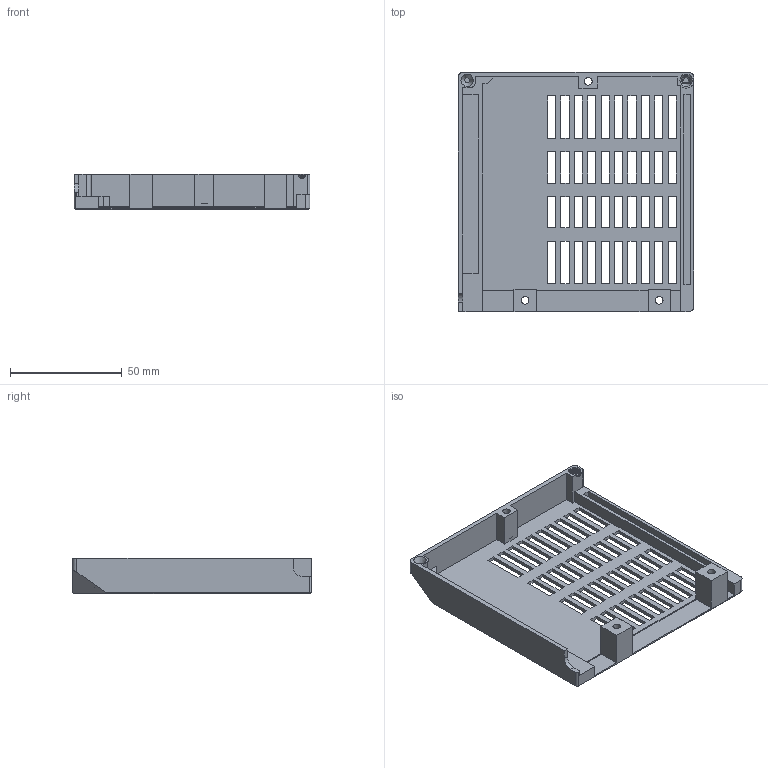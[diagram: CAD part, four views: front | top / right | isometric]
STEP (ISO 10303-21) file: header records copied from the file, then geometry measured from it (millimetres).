
FILE_DESCRIPTION(/* description */ (''),/* implementation_level */ '2;1');
FILE_NAME(/* name */ 'mcu_cover_skr_mini_e3.step',/* time_stamp */ '2025-08-15T09:56:49+02:00',/* author */ (''),/* organization */ (''),/* preprocessor_version */ 'ST-DEVELOPER v20.1',/* originating_system */ 'Autodesk Translation Framework v14.10.0.0',/* authorisation */ '');
FILE_SCHEMA (('AUTOMOTIVE_DESIGN { 1 0 10303 214 3 1 1 }'));
Length unit declared in the file: millimetre
Products named in the file (1): mcu_cover_skr_mini_e3
Bounding box: 105.5 x 107 x 16 mm (x, y, z)
Volume: 26894.3 mm3; surface area: 30940.4 mm2
Topology: 1 solids, 1 shells, 373 faces, 984 edges, 618 vertices
Faces by surface type: plane 352, cylinder 14, cone 7
Full cylindrical faces by diameter (mm): 3.4 x3, 6 x3
Entity records: 11396 total; most frequent: CARTESIAN_POINT 1977, ORIENTED_EDGE 1970, DIRECTION 1782, EDGE_CURVE 985, LINE 936, VECTOR 936, VERTEX_POINT 618, EDGE_LOOP 465
